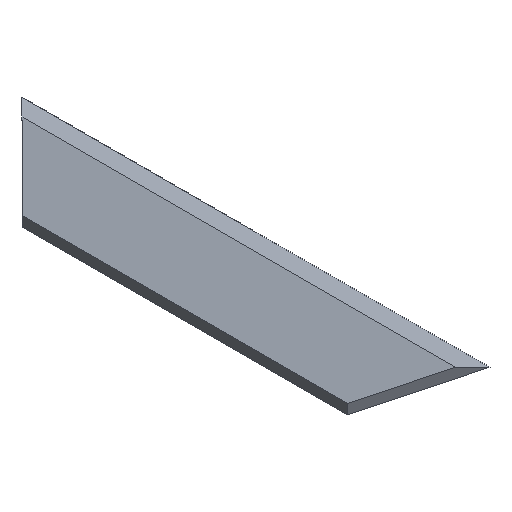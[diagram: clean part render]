
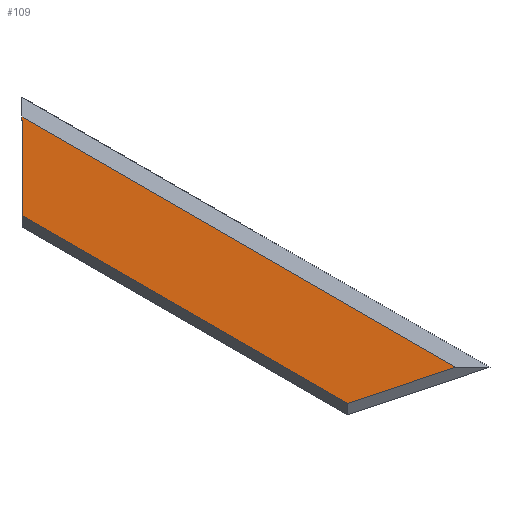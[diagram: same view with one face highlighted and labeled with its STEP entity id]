
A CAD part, isometric view. The second image highlights one B-rep face of the part: STEP entity #109.
In plain terms, the highlighted planar face has unit normal (-0.5, 0, 0.866).
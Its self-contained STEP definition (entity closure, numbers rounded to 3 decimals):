
#32=ORIENTED_EDGE('',*,*,#52,.F.);
#33=ORIENTED_EDGE('',*,*,#54,.T.);
#34=ORIENTED_EDGE('',*,*,#44,.T.);
#35=ORIENTED_EDGE('',*,*,#55,.T.);
#44=EDGE_CURVE('',#56,#57,#64,.T.);
#52=EDGE_CURVE('',#62,#63,#72,.T.);
#54=EDGE_CURVE('',#62,#56,#74,.T.);
#55=EDGE_CURVE('',#57,#63,#75,.T.);
#56=VERTEX_POINT('',#160);
#57=VERTEX_POINT('',#161);
#62=VERTEX_POINT('',#175);
#63=VERTEX_POINT('',#177);
#64=LINE('',#159,#76);
#72=LINE('',#176,#84);
#74=LINE('',#180,#86);
#75=LINE('',#181,#87);
#76=VECTOR('',#135,1000.);
#84=VECTOR('',#147,1000.);
#86=VECTOR('',#151,1000.);
#87=VECTOR('',#152,1000.);
#91=EDGE_LOOP('',(#32,#33,#34,#35));
#97=FACE_BOUND('',#91,.T.);
#103=PLANE('',#128);
#109=ADVANCED_FACE('',(#97),#103,.T.);
#128=AXIS2_PLACEMENT_3D('',#179,#149,#150);
#135=DIRECTION('',(0.,1.,0.));
#147=DIRECTION('',(0.,1.,0.));
#149=DIRECTION('',(-0.5,0.,0.866));
#150=DIRECTION('',(0.866,0.,0.5));
#151=DIRECTION('',(0.655,-0.655,0.378));
#152=DIRECTION('',(-0.655,-0.655,-0.378));
#159=CARTESIAN_POINT('',(226.,-244.,-56.));
#160=CARTESIAN_POINT('',(226.,-226.,-56.));
#161=CARTESIAN_POINT('',(226.,226.,-56.));
#175=CARTESIAN_POINT('',(169.522,-169.522,-88.608));
#176=CARTESIAN_POINT('',(169.522,-244.,-88.608));
#177=CARTESIAN_POINT('',(169.522,169.522,-88.608));
#179=CARTESIAN_POINT('',(226.,-244.,-56.));
#180=CARTESIAN_POINT('',(233.714,-233.714,-51.546));
#181=CARTESIAN_POINT('',(24.571,24.571,-172.295));
